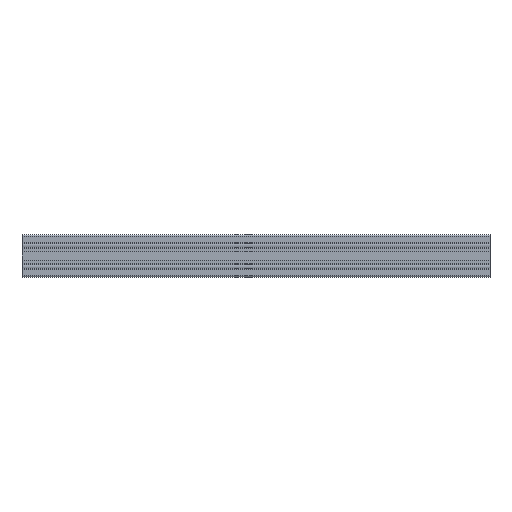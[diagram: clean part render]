
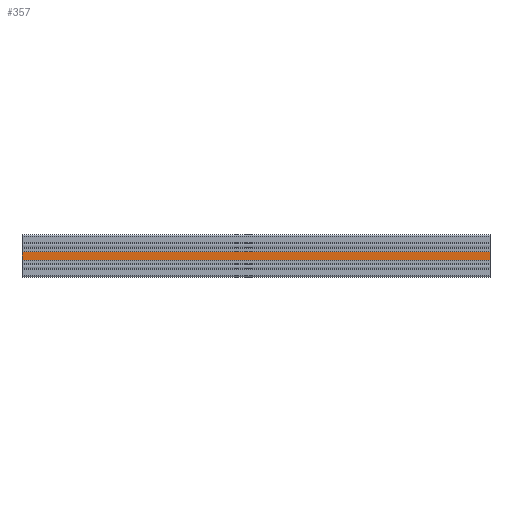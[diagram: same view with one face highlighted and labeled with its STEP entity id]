
A CAD part, left-side view. The second image highlights one B-rep face of the part: STEP entity #357.
In plain terms, the highlighted planar face has unit normal (-1, 0, 0).
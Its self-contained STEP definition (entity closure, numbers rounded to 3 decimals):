
#357=ADVANCED_FACE('',(#822),#823,.F.);
#822=FACE_OUTER_BOUND('',#1328,.T.);
#823=PLANE('',#1329);
#1328=EDGE_LOOP('',(#3320,#3321,#3322,#3323));
#1329=AXIS2_PLACEMENT_3D('',#3324,#3325,#3326);
#3320=ORIENTED_EDGE('',*,*,#4142,.F.);
#3321=ORIENTED_EDGE('',*,*,#4305,.F.);
#3322=ORIENTED_EDGE('',*,*,#3813,.F.);
#3323=ORIENTED_EDGE('',*,*,#4304,.T.);
#3324=CARTESIAN_POINT('',(-21.,3500.0,0.));
#3325=DIRECTION('',(1.0,0.,0.));
#3326=DIRECTION('',(0.,0.,-1.0));
#3813=EDGE_CURVE('',#4743,#4745,#4746,.T.);
#4142=EDGE_CURVE('',#5280,#5282,#5283,.T.);
#4304=EDGE_CURVE('',#4743,#5282,#5524,.T.);
#4305=EDGE_CURVE('',#4745,#5280,#5525,.T.);
#4743=VERTEX_POINT('',#6091);
#4745=VERTEX_POINT('',#6094);
#4746=LINE('',#6095,#6096);
#5280=VERTEX_POINT('',#6883);
#5282=VERTEX_POINT('',#6886);
#5283=LINE('',#6887,#6888);
#5524=LINE('',#7274,#7275);
#5525=LINE('',#7276,#7277);
#6091=CARTESIAN_POINT('',(-21.,1000.0,-8.75));
#6094=CARTESIAN_POINT('',(-21.,1000.0,8.75));
#6095=CARTESIAN_POINT('',(-21.,1000.0,0.));
#6096=VECTOR('',#7697,1.0);
#6883=CARTESIAN_POINT('',(-21.,0.0,8.75));
#6886=CARTESIAN_POINT('',(-21.,0.0,-8.75));
#6887=CARTESIAN_POINT('',(-21.,0.0,0.));
#6888=VECTOR('',#8174,1.0);
#7274=CARTESIAN_POINT('',(-21.,3500.0,-8.75));
#7275=VECTOR('',#8368,1.0);
#7276=CARTESIAN_POINT('',(-21.,3500.0,8.75));
#7277=VECTOR('',#8369,1.0);
#7697=DIRECTION('',(0.,0.,1.0));
#8174=DIRECTION('',(0.,0.,-1.0));
#8368=DIRECTION('',(0.,-1.0,0.0));
#8369=DIRECTION('',(0.,-1.0,0.0));
